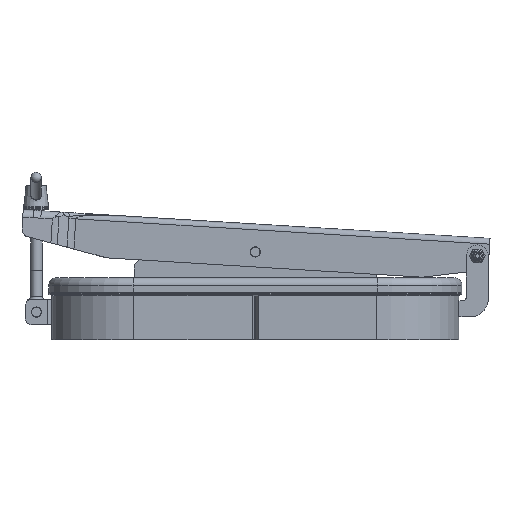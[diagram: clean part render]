
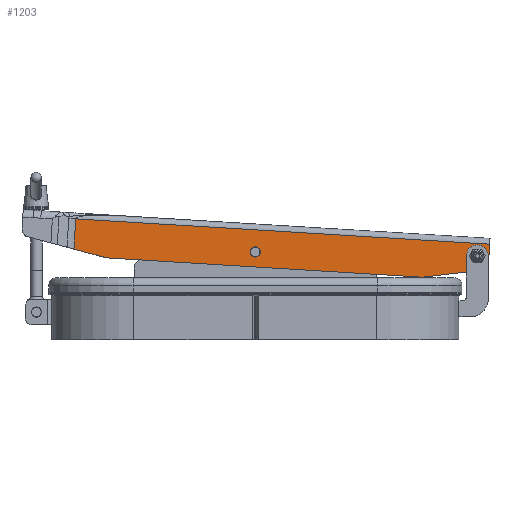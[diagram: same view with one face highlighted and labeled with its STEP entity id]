
A CAD part, front view. The second image highlights one B-rep face of the part: STEP entity #1203.
In plain terms, the highlighted face is planar.
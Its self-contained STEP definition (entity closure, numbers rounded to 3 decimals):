
#1203 = ADVANCED_FACE( '', ( #2421, #2422, #2423 ), #2424, .F. );
#2421 = FACE_BOUND( '', #3962, .T. );
#2422 = FACE_BOUND( '', #3963, .T. );
#2423 = FACE_OUTER_BOUND( '', #3964, .T. );
#2424 = PLANE( '', #3965 );
#3962 = EDGE_LOOP( '', ( #9218 ) );
#3963 = EDGE_LOOP( '', ( #9219 ) );
#3964 = EDGE_LOOP( '', ( #9220, #9221, #9222, #9223, #9224, #9225, #9226 ) );
#3965 = AXIS2_PLACEMENT_3D( '', #9227, #9228, #9229 );
#9218 = ORIENTED_EDGE( '', *, *, #12507, .T. );
#9219 = ORIENTED_EDGE( '', *, *, #12508, .T. );
#9220 = ORIENTED_EDGE( '', *, *, #12509, .F. );
#9221 = ORIENTED_EDGE( '', *, *, #12510, .T. );
#9222 = ORIENTED_EDGE( '', *, *, #12511, .T. );
#9223 = ORIENTED_EDGE( '', *, *, #12512, .T. );
#9224 = ORIENTED_EDGE( '', *, *, #12513, .T. );
#9225 = ORIENTED_EDGE( '', *, *, #12514, .F. );
#9226 = ORIENTED_EDGE( '', *, *, #12515, .F. );
#9227 = CARTESIAN_POINT( '', ( -325., 8.5, -1. ) );
#9228 = DIRECTION( '', ( 0., -1., 0. ) );
#9229 = DIRECTION( '', ( 1., 0., 0. ) );
#12507 = EDGE_CURVE( '', #14278, #14278, #14279, .T. );
#12508 = EDGE_CURVE( '', #14280, #14280, #14281, .T. );
#12509 = EDGE_CURVE( '', #14282, #14283, #14284, .T. );
#12510 = EDGE_CURVE( '', #14282, #14285, #14286, .F. );
#12511 = EDGE_CURVE( '', #14285, #14287, #14288, .T. );
#12512 = EDGE_CURVE( '', #14287, #14289, #14290, .T. );
#12513 = EDGE_CURVE( '', #14289, #14291, #14292, .F. );
#12514 = EDGE_CURVE( '', #14293, #14291, #14294, .T. );
#12515 = EDGE_CURVE( '', #14283, #14293, #14295, .T. );
#14278 = VERTEX_POINT( '', #16735 );
#14279 = CIRCLE( '', #16736, 6.25 );
#14280 = VERTEX_POINT( '', #16737 );
#14281 = CIRCLE( '', #16738, 6.25 );
#14282 = VERTEX_POINT( '', #16739 );
#14283 = VERTEX_POINT( '', #16740 );
#14284 = LINE( '', #16741, #16742 );
#14285 = VERTEX_POINT( '', #16743 );
#14286 = CIRCLE( '', #16744, 10. );
#14287 = VERTEX_POINT( '', #16745 );
#14288 = LINE( '', #16746, #16747 );
#14289 = VERTEX_POINT( '', #16748 );
#14290 = LINE( '', #16749, #16750 );
#14291 = VERTEX_POINT( '', #16751 );
#14292 = LINE( '', #16752, #16753 );
#14293 = VERTEX_POINT( '', #16754 );
#14294 = LINE( '', #16755, #16756 );
#14295 = LINE( '', #16757, #16758 );
#16735 = CARTESIAN_POINT( '', ( -294.75, 8.5, 35. ) );
#16736 = AXIS2_PLACEMENT_3D( '', #20753, #20754, #20755 );
#16737 = CARTESIAN_POINT( '', ( 7.25, 8.5, 22. ) );
#16738 = AXIS2_PLACEMENT_3D( '', #20756, #20757, #20758 );
#16739 = CARTESIAN_POINT( '', ( -308.769, 8.5, 16.02 ) );
#16740 = CARTESIAN_POINT( '', ( -228., 8.5, 1.5 ) );
#16741 = CARTESIAN_POINT( '', ( -321.528, 8.5, 18.314 ) );
#16742 = VECTOR( '', #20759, 1000. );
#16743 = CARTESIAN_POINT( '', ( -317., 8.5, 25.863 ) );
#16744 = AXIS2_PLACEMENT_3D( '', #20760, #20761, #20762 );
#16745 = CARTESIAN_POINT( '', ( -317., 8.5, 52. ) );
#16746 = CARTESIAN_POINT( '', ( -317., 8.5, 60. ) );
#16747 = VECTOR( '', #20763, 1000. );
#16748 = CARTESIAN_POINT( '', ( 247.741, 8.5, 52. ) );
#16749 = CARTESIAN_POINT( '', ( -325., 8.5, 52. ) );
#16750 = VECTOR( '', #20764, 1000. );
#16751 = CARTESIAN_POINT( '', ( 247.741, 8.5, 10.803 ) );
#16752 = CARTESIAN_POINT( '', ( 247.741, 8.5, 11.832 ) );
#16753 = VECTOR( '', #20765, 1000. );
#16754 = CARTESIAN_POINT( '', ( 202., 8.5, 1.5 ) );
#16755 = CARTESIAN_POINT( '', ( -304.554, 8.5, -101.528 ) );
#16756 = VECTOR( '', #20766, 1000. );
#16757 = CARTESIAN_POINT( '', ( -325., 8.5, 1.5 ) );
#16758 = VECTOR( '', #20767, 1000. );
#20753 = CARTESIAN_POINT( '', ( -301., 8.5, 35. ) );
#20754 = DIRECTION( '', ( 0., -1., 0. ) );
#20755 = DIRECTION( '', ( 1., 0., 0. ) );
#20756 = CARTESIAN_POINT( '', ( 1., 8.5, 22. ) );
#20757 = DIRECTION( '', ( 0., -1., 0. ) );
#20758 = DIRECTION( '', ( 1., 0., 0. ) );
#20759 = DIRECTION( '', ( 0.984, 0., -0.177 ) );
#20760 = CARTESIAN_POINT( '', ( -307., 8.5, 25.863 ) );
#20761 = DIRECTION( '', ( 0., -1., 0. ) );
#20762 = DIRECTION( '', ( 1., 0., 0. ) );
#20763 = DIRECTION( '', ( 0., 0., 1. ) );
#20764 = DIRECTION( '', ( 1., 0., 0. ) );
#20765 = DIRECTION( '', ( 0., 0., 1. ) );
#20766 = DIRECTION( '', ( 0.98, 0., 0.199 ) );
#20767 = DIRECTION( '', ( 1., 0., 0. ) );
